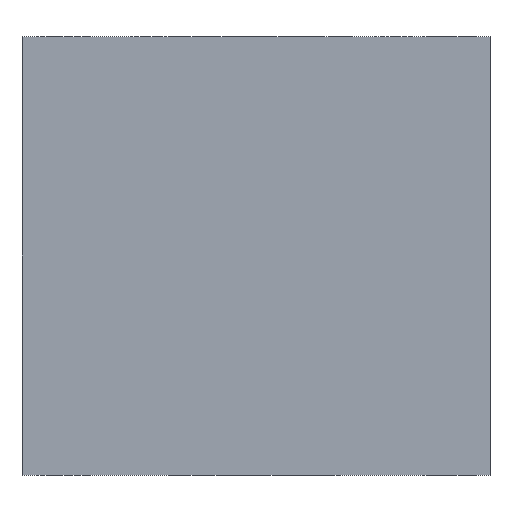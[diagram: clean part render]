
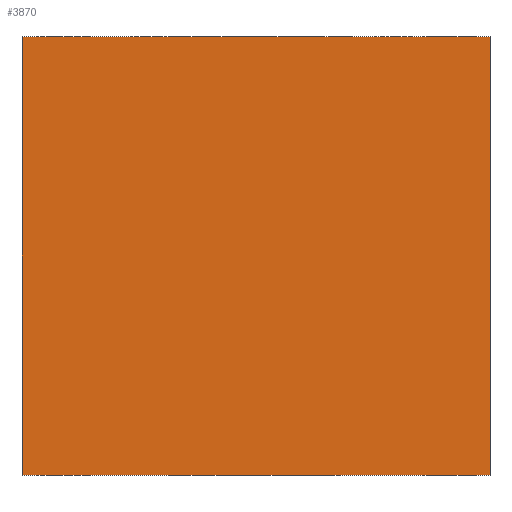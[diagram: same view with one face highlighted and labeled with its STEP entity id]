
A CAD part, front view. The second image highlights one B-rep face of the part: STEP entity #3870.
In plain terms, the highlighted planar face has unit normal (0, -1, 0).
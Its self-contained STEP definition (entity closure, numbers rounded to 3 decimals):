
#281=LINE('',#5349,#618);
#519=LINE('',#6670,#856);
#528=LINE('',#6833,#865);
#531=LINE('',#6838,#868);
#618=VECTOR('',#4285,75.);
#856=VECTOR('',#4669,80.);
#865=VECTOR('',#4856,80.);
#868=VECTOR('',#4861,75.);
#1088=PLANE('',#4102);
#1317=FACE_OUTER_BOUND('',#1616,.T.);
#1616=EDGE_LOOP('',(#3600,#3601,#3602,#3603));
#1796=VERTEX_POINT('',#5347);
#1797=VERTEX_POINT('',#5348);
#2023=VERTEX_POINT('',#6668);
#2088=VERTEX_POINT('',#6832);
#2201=EDGE_CURVE('',#1796,#1797,#281,.T.);
#2539=EDGE_CURVE('',#2023,#1796,#519,.T.);
#2604=EDGE_CURVE('',#1797,#2088,#528,.T.);
#2607=EDGE_CURVE('',#2023,#2088,#531,.T.);
#3600=ORIENTED_EDGE('',*,*,#2607,.T.);
#3601=ORIENTED_EDGE('',*,*,#2604,.F.);
#3602=ORIENTED_EDGE('',*,*,#2201,.F.);
#3603=ORIENTED_EDGE('',*,*,#2539,.F.);
#3870=ADVANCED_FACE('',(#1317),#1088,.F.);
#4102=AXIS2_PLACEMENT_3D('',#6837,#4859,#4860);
#4285=DIRECTION('',(0.,0.,-1.));
#4669=DIRECTION('',(1.,0.,0.));
#4856=DIRECTION('',(-1.,0.,0.));
#4859=DIRECTION('center_axis',(0.,1.,0.));
#4860=DIRECTION('ref_axis',(0.,0.,1.));
#4861=DIRECTION('',(0.,0.,-1.));
#5347=CARTESIAN_POINT('',(360.,0.,120.));
#5348=CARTESIAN_POINT('',(360.,0.,45.));
#5349=CARTESIAN_POINT('',(360.,0.,82.5));
#6668=CARTESIAN_POINT('',(280.,0.,120.));
#6670=CARTESIAN_POINT('',(320.,0.,120.));
#6832=CARTESIAN_POINT('',(280.,0.,45.));
#6833=CARTESIAN_POINT('',(320.,0.,45.));
#6837=CARTESIAN_POINT('Origin',(320.,0.,82.5));
#6838=CARTESIAN_POINT('',(280.,0.,82.5));
